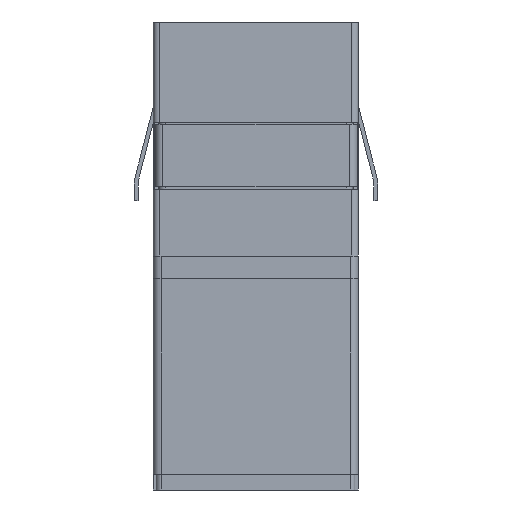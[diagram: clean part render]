
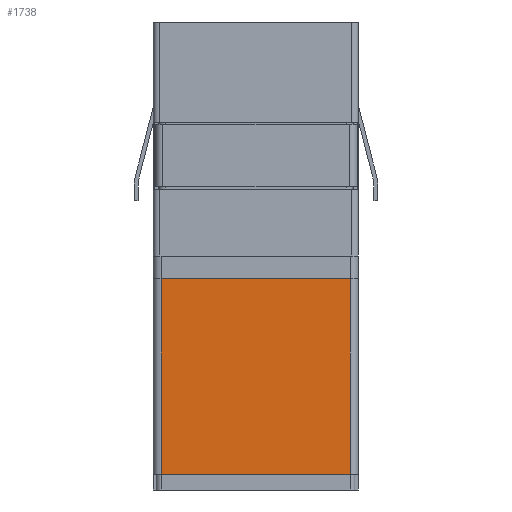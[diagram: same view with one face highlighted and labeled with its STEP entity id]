
A CAD part, front view. The second image highlights one B-rep face of the part: STEP entity #1738.
In plain terms, the highlighted planar face has unit normal (0, -1, 0).
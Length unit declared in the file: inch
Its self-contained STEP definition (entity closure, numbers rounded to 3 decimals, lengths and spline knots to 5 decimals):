
#5 = CARTESIAN_POINT ( 'NONE',  ( -0.23327, -0.22047, 0. ) ) ;
#178 = LINE ( 'NONE', #12793, #2678 ) ;
#192 = VERTEX_POINT ( 'NONE', #4415 ) ;
#450 = ORIENTED_EDGE ( 'NONE', *, *, #11897, .T. ) ;
#1043 = ORIENTED_EDGE ( 'NONE', *, *, #3633, .F. ) ;
#1182 = AXIS2_PLACEMENT_3D ( 'NONE', #7656, #14677, #6665 ) ;
#1738 = ADVANCED_FACE ( 'NONE', ( #5140 ), #2770, .T. ) ;
#1793 = CARTESIAN_POINT ( 'NONE',  ( -0.23327, -0.22047, -0.53819 ) ) ;
#2678 = VECTOR ( 'NONE', #4852, 39.37008 ) ;
#2770 = PLANE ( 'NONE',  #1182 ) ;
#2919 = VECTOR ( 'NONE', #11479, 39.37008 ) ;
#3035 = CARTESIAN_POINT ( 'NONE',  ( -0.23327, -0.22047, -0.53819 ) ) ;
#3179 = DIRECTION ( 'NONE',  ( -1., 0., 0. ) ) ;
#3633 = EDGE_CURVE ( 'NONE', #4483, #8236, #7761, .T. ) ;
#3852 = DIRECTION ( 'NONE',  ( 0., 0., -1. ) ) ;
#4415 = CARTESIAN_POINT ( 'NONE',  ( 0.23327, -0.22047, -0.0567 ) ) ;
#4483 = VERTEX_POINT ( 'NONE', #10018 ) ;
#4628 = LINE ( 'NONE', #6865, #2919 ) ;
#4852 = DIRECTION ( 'NONE',  ( 0., 0., 1. ) ) ;
#5140 = FACE_OUTER_BOUND ( 'NONE', #13650, .T. ) ;
#6665 = DIRECTION ( 'NONE',  ( 0., 0., -1. ) ) ;
#6865 = CARTESIAN_POINT ( 'NONE',  ( 0., -0.22047, -0.0567 ) ) ;
#7656 = CARTESIAN_POINT ( 'NONE',  ( 0., -0.22047, 0. ) ) ;
#7761 = LINE ( 'NONE', #1793, #10030 ) ;
#8236 = VERTEX_POINT ( 'NONE', #3035 ) ;
#8367 = EDGE_CURVE ( 'NONE', #13435, #8236, #14830, .T. ) ;
#8617 = ORIENTED_EDGE ( 'NONE', *, *, #12365, .F. ) ;
#10018 = CARTESIAN_POINT ( 'NONE',  ( 0.23327, -0.22047, -0.53819 ) ) ;
#10030 = VECTOR ( 'NONE', #3179, 39.37008 ) ;
#11479 = DIRECTION ( 'NONE',  ( 1., 0., 0. ) ) ;
#11660 = VECTOR ( 'NONE', #3852, 39.37008 ) ;
#11897 = EDGE_CURVE ( 'NONE', #4483, #192, #178, .T. ) ;
#11930 = CARTESIAN_POINT ( 'NONE',  ( -0.23327, -0.22047, -0.0567 ) ) ;
#12365 = EDGE_CURVE ( 'NONE', #13435, #192, #4628, .T. ) ;
#12793 = CARTESIAN_POINT ( 'NONE',  ( 0.23327, -0.22047, 0. ) ) ;
#13435 = VERTEX_POINT ( 'NONE', #11930 ) ;
#13650 = EDGE_LOOP ( 'NONE', ( #14490, #1043, #450, #8617 ) ) ;
#14490 = ORIENTED_EDGE ( 'NONE', *, *, #8367, .T. ) ;
#14677 = DIRECTION ( 'NONE',  ( 0., -1., 0. ) ) ;
#14830 = LINE ( 'NONE', #5, #11660 ) ;
